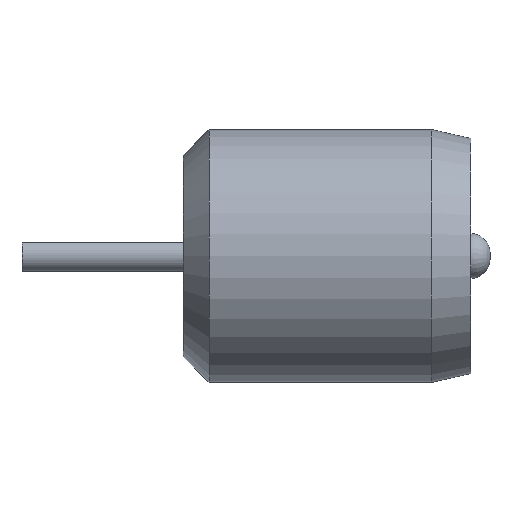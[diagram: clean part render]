
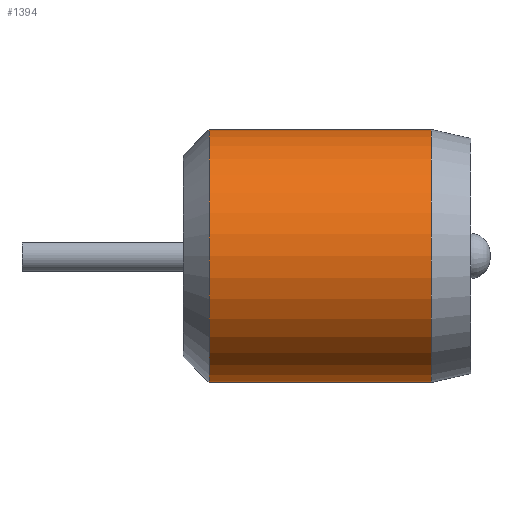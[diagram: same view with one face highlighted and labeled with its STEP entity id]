
A CAD part, top view. The second image highlights one B-rep face of the part: STEP entity #1394.
In plain terms, the highlighted cylindrical face has radius 25.1 mm (diameter 50.2 mm), a partial arc.
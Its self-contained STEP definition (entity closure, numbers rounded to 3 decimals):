
#7 = DIRECTION ( 'NONE',  ( 0., 1., 0. ) ) ;
#60 = VERTEX_POINT ( 'NONE', #799 ) ;
#108 = ORIENTED_EDGE ( 'NONE', *, *, #1129, .F. ) ;
#175 = AXIS2_PLACEMENT_3D ( 'NONE', #819, #182, #1561 ) ;
#182 = DIRECTION ( 'NONE',  ( 1., 0., 0. ) ) ;
#187 = DIRECTION ( 'NONE',  ( 1., 0., 0. ) ) ;
#221 = DIRECTION ( 'NONE',  ( 0., 1., 0. ) ) ;
#225 = DIRECTION ( 'NONE',  ( 1., 0., 0. ) ) ;
#321 = EDGE_LOOP ( 'NONE', ( #734, #1477, #764, #108 ) ) ;
#349 = CARTESIAN_POINT ( 'NONE',  ( -32.394, 27.993, 0. ) ) ;
#410 = CARTESIAN_POINT ( 'NONE',  ( -44.024, -22.207, 0. ) ) ;
#578 = VECTOR ( 'NONE', #187, 1000. ) ;
#636 = EDGE_CURVE ( 'NONE', #1448, #1285, #747, .T. ) ;
#646 = CARTESIAN_POINT ( 'NONE',  ( -88.104, 27.993, 0. ) ) ;
#725 = EDGE_CURVE ( 'NONE', #60, #1285, #1282, .T. ) ;
#734 = ORIENTED_EDGE ( 'NONE', *, *, #773, .T. ) ;
#747 = CIRCLE ( 'NONE', #175, 25.1 ) ;
#758 = AXIS2_PLACEMENT_3D ( 'NONE', #1564, #836, #7 ) ;
#764 = ORIENTED_EDGE ( 'NONE', *, *, #636, .F. ) ;
#773 = EDGE_CURVE ( 'NONE', #1304, #60, #1434, .T. ) ;
#799 = CARTESIAN_POINT ( 'NONE',  ( -88.104, -22.207, 0. ) ) ;
#801 = CARTESIAN_POINT ( 'NONE',  ( -32.394, -22.207, 0. ) ) ;
#819 = CARTESIAN_POINT ( 'NONE',  ( -44.024, 2.893, 0. ) ) ;
#826 = DIRECTION ( 'NONE',  ( 1., 0., 0. ) ) ;
#833 = CARTESIAN_POINT ( 'NONE',  ( -44.024, 27.993, 0. ) ) ;
#836 = DIRECTION ( 'NONE',  ( 1., 0., 0. ) ) ;
#1129 = EDGE_CURVE ( 'NONE', #1304, #1448, #1590, .T. ) ;
#1209 = CARTESIAN_POINT ( 'NONE',  ( -32.394, 2.893, 0. ) ) ;
#1282 = LINE ( 'NONE', #801, #578 ) ;
#1285 = VERTEX_POINT ( 'NONE', #410 ) ;
#1304 = VERTEX_POINT ( 'NONE', #646 ) ;
#1324 = CYLINDRICAL_SURFACE ( 'NONE', #1404, 25.1 ) ;
#1394 = ADVANCED_FACE ( 'NONE', ( #1450 ), #1324, .T. ) ;
#1404 = AXIS2_PLACEMENT_3D ( 'NONE', #1209, #826, #221 ) ;
#1434 = CIRCLE ( 'NONE', #758, 25.1 ) ;
#1448 = VERTEX_POINT ( 'NONE', #833 ) ;
#1450 = FACE_OUTER_BOUND ( 'NONE', #321, .T. ) ;
#1477 = ORIENTED_EDGE ( 'NONE', *, *, #725, .T. ) ;
#1513 = VECTOR ( 'NONE', #225, 1000. ) ;
#1561 = DIRECTION ( 'NONE',  ( 0., 1., 0. ) ) ;
#1564 = CARTESIAN_POINT ( 'NONE',  ( -88.104, 2.893, 0. ) ) ;
#1590 = LINE ( 'NONE', #349, #1513 ) ;
